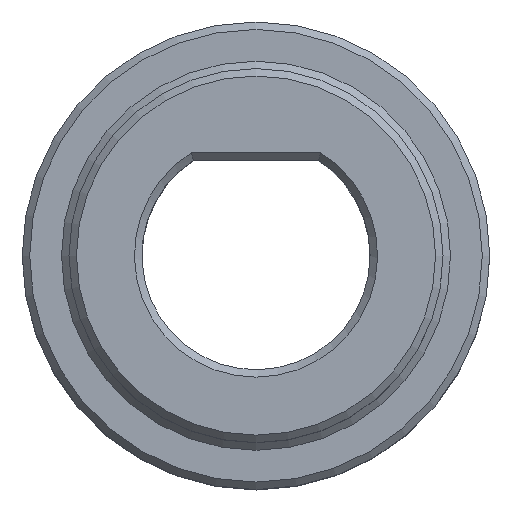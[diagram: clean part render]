
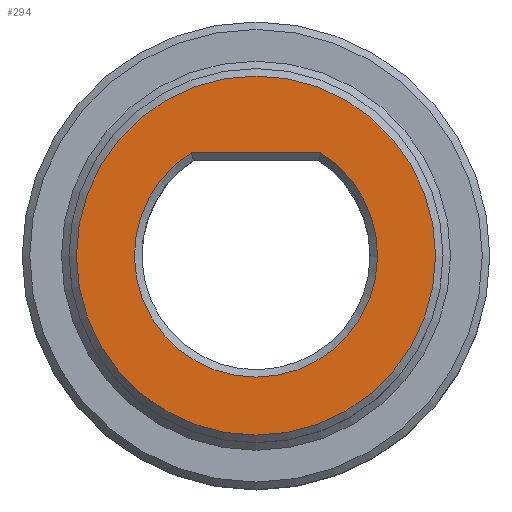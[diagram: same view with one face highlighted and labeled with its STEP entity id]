
A CAD part, top view. The second image highlights one B-rep face of the part: STEP entity #294.
In plain terms, the highlighted planar face has unit normal (0, 0, 1).
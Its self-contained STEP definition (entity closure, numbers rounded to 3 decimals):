
#26=FACE_BOUND('',#62,.T.);
#29=PLANE('',#341);
#40=FACE_OUTER_BOUND('',#61,.T.);
#61=EDGE_LOOP('',(#231));
#62=EDGE_LOOP('',(#232,#233));
#81=LINE('',#517,#96);
#96=VECTOR('',#417,10.);
#117=CIRCLE('',#340,4.8);
#118=CIRCLE('',#342,3.25);
#144=VERTEX_POINT('',#511);
#145=VERTEX_POINT('',#515);
#146=VERTEX_POINT('',#516);
#175=EDGE_CURVE('',#144,#144,#117,.T.);
#176=EDGE_CURVE('',#145,#146,#81,.T.);
#177=EDGE_CURVE('',#146,#145,#118,.T.);
#231=ORIENTED_EDGE('',*,*,#175,.F.);
#232=ORIENTED_EDGE('',*,*,#176,.F.);
#233=ORIENTED_EDGE('',*,*,#177,.F.);
#294=ADVANCED_FACE('',(#40,#26),#29,.T.);
#340=AXIS2_PLACEMENT_3D('',#513,#413,#414);
#341=AXIS2_PLACEMENT_3D('',#514,#415,#416);
#342=AXIS2_PLACEMENT_3D('',#518,#418,#419);
#413=DIRECTION('center_axis',(0.,0.,-1.));
#414=DIRECTION('ref_axis',(1.,0.,0.));
#415=DIRECTION('center_axis',(0.,0.,1.));
#416=DIRECTION('ref_axis',(1.,0.,0.));
#417=DIRECTION('',(-1.,0.,0.));
#418=DIRECTION('center_axis',(0.,0.,1.));
#419=DIRECTION('ref_axis',(-1.,0.,0.));
#511=CARTESIAN_POINT('',(-4.8,0.,6.2));
#513=CARTESIAN_POINT('Origin',(0.,0.,6.2));
#514=CARTESIAN_POINT('Origin',(-5.,0.,6.2));
#515=CARTESIAN_POINT('',(1.732,2.75,6.2));
#516=CARTESIAN_POINT('',(-1.732,2.75,6.2));
#517=CARTESIAN_POINT('',(-1.663,2.75,6.2));
#518=CARTESIAN_POINT('Origin',(0.,0.,6.2));
